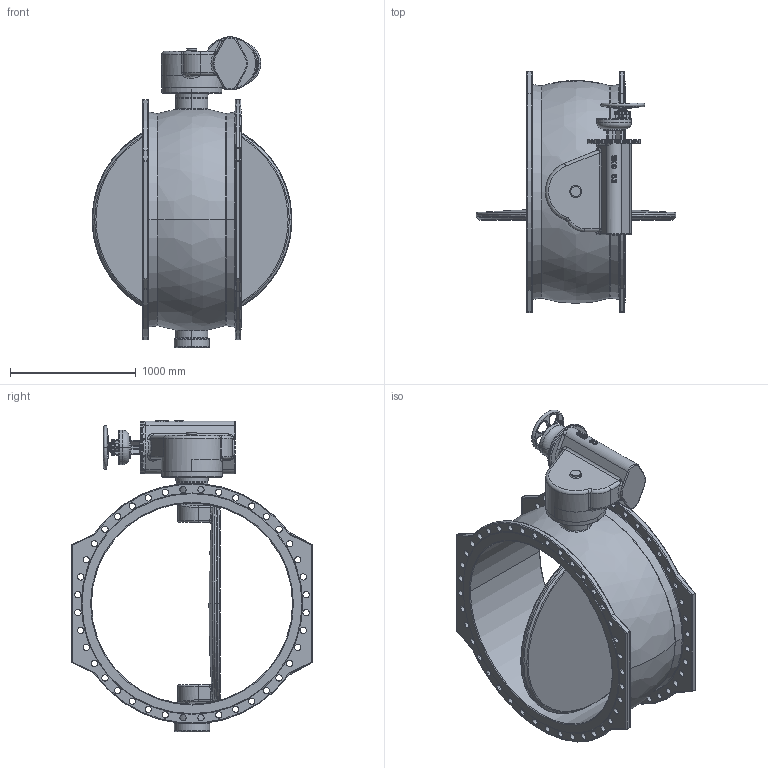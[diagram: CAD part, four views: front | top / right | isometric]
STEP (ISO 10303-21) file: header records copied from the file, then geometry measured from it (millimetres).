
FILE_DESCRIPTION((''),'2;1');
FILE_NAME('0D231508_ASM','2014-12-16T',('aspaegele'),(''),'PRO/ENGINEER BY PARAMETRIC TECHNOLOGY CORPORATION, 2010040','PRO/ENGINEER BY PARAMETRIC TECHNOLOGY CORPORATION, 2010040','');
FILE_SCHEMA(('AUTOMOTIVE_DESIGN_CC2 { 1 2 10303 214 -1 1 5 2 }'));
Products named in the file (7): F0D231500; M0D231500; NET_SKG_63; NET_ANTRFLANSCH_SKG_63_F14_F_IV; NET_IV_HR; 350_22_NABENLOCH; 0D231508_ASM
Assembly tree (6 placements, depth 2):
  0D231508_ASM
    F0D231500
    M0D231500
    NET_SKG_63
    NET_ANTRFLANSCH_SKG_63_F14_F_IV
    NET_IV_HR
    350_22_NABENLOCH
Bounding box: 1590 x 1915 x 2474.5 mm (x, y, z)
Volume: 639568356.8 mm3; surface area: 19470452.1 mm2
Topology: 6 solids, 6 shells, 1509 faces, 3914 edges, 2454 vertices
Faces by surface type: plane 735, cylinder 406, torus 182, bspline 118, sphere 50, cone 18
Entity records: 66846 total; most frequent: CARTESIAN_POINT 17440, ORIENTED_EDGE 7824, DIRECTION 7339, EDGE_CURVE 3912, PRESENTATION_STYLE_ASSIGNMENT 3900, STYLED_ITEM 3857, CURVE_STYLE 3806, AXIS2_PLACEMENT_3D 2749
